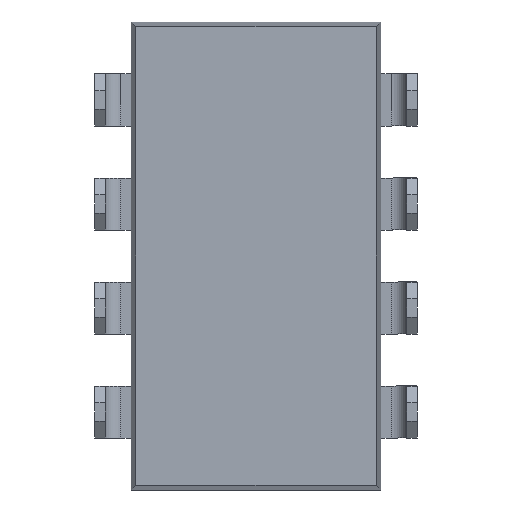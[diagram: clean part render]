
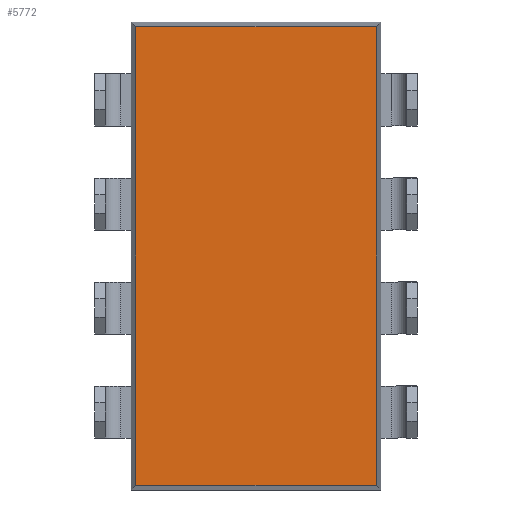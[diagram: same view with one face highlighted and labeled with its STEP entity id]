
A CAD part, front view. The second image highlights one B-rep face of the part: STEP entity #5772.
In plain terms, the highlighted planar face has unit normal (0, -1, 0).
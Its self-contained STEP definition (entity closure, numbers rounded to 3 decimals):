
#1206 = PLANE('',#1207);
#1207 = AXIS2_PLACEMENT_3D('',#1208,#1209,#1210);
#1208 = CARTESIAN_POINT('',(0.762,1.651,-1.905));
#1209 = DIRECTION('',(0.,-0.087,
    -0.996));
#1210 = DIRECTION('',(0.,0.996,
    -0.087));
#1566 = PLANE('',#1567);
#1567 = AXIS2_PLACEMENT_3D('',#1568,#1569,#1570);
#1568 = CARTESIAN_POINT('',(0.762,1.651,-1.905));
#1569 = DIRECTION('',(-0.996,-0.087,
    0.));
#1570 = DIRECTION('',(0.087,-0.996,0.));
#1950 = PLANE('',#1951);
#1951 = AXIS2_PLACEMENT_3D('',#1952,#1953,#1954);
#1952 = CARTESIAN_POINT('',(0.762,1.651,9.525));
#1953 = DIRECTION('',(0.,-0.087,
    0.996));
#1954 = DIRECTION('',(0.,-0.996,-0.087));
#2085 = PLANE('',#2086);
#2086 = AXIS2_PLACEMENT_3D('',#2087,#2088,#2089);
#2087 = CARTESIAN_POINT('',(6.858,1.651,-1.905));
#2088 = DIRECTION('',(0.996,-0.087,
    0.));
#2089 = DIRECTION('',(0.087,0.996,
    0.));
#2656 = VERTEX_POINT('',#2657);
#2657 = CARTESIAN_POINT('',(6.747,0.381,-1.794));
#2678 = EDGE_CURVE('',#2679,#2656,#2681,.T.);
#2679 = VERTEX_POINT('',#2680);
#2680 = CARTESIAN_POINT('',(0.873,0.381,-1.794));
#2681 = SURFACE_CURVE('',#2682,(#2686,#2693),.PCURVE_S1.);
#2682 = LINE('',#2683,#2684);
#2683 = CARTESIAN_POINT('',(6.858,0.381,-1.794));
#2684 = VECTOR('',#2685,1.);
#2685 = DIRECTION('',(1.,0.,0.));
#2686 = PCURVE('',#1206,#2687);
#2687 = DEFINITIONAL_REPRESENTATION('',(#2688),#2692);
#2688 = LINE('',#2689,#2690);
#2689 = CARTESIAN_POINT('',(-1.275,6.096));
#2690 = VECTOR('',#2691,1.);
#2691 = DIRECTION('',(0.,1.));
#2692 = ( GEOMETRIC_REPRESENTATION_CONTEXT(2) 
PARAMETRIC_REPRESENTATION_CONTEXT() REPRESENTATION_CONTEXT('2D SPACE',''
  ) );
#2693 = PCURVE('',#2694,#2699);
#2694 = PLANE('',#2695);
#2695 = AXIS2_PLACEMENT_3D('',#2696,#2697,#2698);
#2696 = CARTESIAN_POINT('',(0.762,0.381,-1.905));
#2697 = DIRECTION('',(0.,-1.,0.));
#2698 = DIRECTION('',(0.,0.,-1.));
#2699 = DEFINITIONAL_REPRESENTATION('',(#2700),#2704);
#2700 = LINE('',#2701,#2702);
#2701 = CARTESIAN_POINT('',(-0.111,6.096));
#2702 = VECTOR('',#2703,1.);
#2703 = DIRECTION('',(0.,1.));
#2704 = ( GEOMETRIC_REPRESENTATION_CONTEXT(2) 
PARAMETRIC_REPRESENTATION_CONTEXT() REPRESENTATION_CONTEXT('2D SPACE',''
  ) );
#3958 = EDGE_CURVE('',#3959,#2679,#3961,.T.);
#3959 = VERTEX_POINT('',#3960);
#3960 = CARTESIAN_POINT('',(0.873,0.381,9.414));
#3961 = SURFACE_CURVE('',#3962,(#3966,#3973),.PCURVE_S1.);
#3962 = LINE('',#3963,#3964);
#3963 = CARTESIAN_POINT('',(0.873,0.381,-1.905));
#3964 = VECTOR('',#3965,1.);
#3965 = DIRECTION('',(0.,0.,-1.));
#3966 = PCURVE('',#1566,#3967);
#3967 = DEFINITIONAL_REPRESENTATION('',(#3968),#3972);
#3968 = LINE('',#3969,#3970);
#3969 = CARTESIAN_POINT('',(1.275,0.));
#3970 = VECTOR('',#3971,1.);
#3971 = DIRECTION('',(0.,-1.));
#3972 = ( GEOMETRIC_REPRESENTATION_CONTEXT(2) 
PARAMETRIC_REPRESENTATION_CONTEXT() REPRESENTATION_CONTEXT('2D SPACE',''
  ) );
#3973 = PCURVE('',#2694,#3974);
#3974 = DEFINITIONAL_REPRESENTATION('',(#3975),#3979);
#3975 = LINE('',#3976,#3977);
#3976 = CARTESIAN_POINT('',(0.,0.111));
#3977 = VECTOR('',#3978,1.);
#3978 = DIRECTION('',(1.,0.));
#3979 = ( GEOMETRIC_REPRESENTATION_CONTEXT(2) 
PARAMETRIC_REPRESENTATION_CONTEXT() REPRESENTATION_CONTEXT('2D SPACE',''
  ) );
#4241 = VERTEX_POINT('',#4242);
#4242 = CARTESIAN_POINT('',(6.747,0.381,9.414));
#4265 = EDGE_CURVE('',#4241,#3959,#4266,.T.);
#4266 = SURFACE_CURVE('',#4267,(#4271,#4278),.PCURVE_S1.);
#4267 = LINE('',#4268,#4269);
#4268 = CARTESIAN_POINT('',(0.762,0.381,9.414));
#4269 = VECTOR('',#4270,1.);
#4270 = DIRECTION('',(-1.,0.,0.));
#4271 = PCURVE('',#1950,#4272);
#4272 = DEFINITIONAL_REPRESENTATION('',(#4273),#4277);
#4273 = LINE('',#4274,#4275);
#4274 = CARTESIAN_POINT('',(1.275,0.));
#4275 = VECTOR('',#4276,1.);
#4276 = DIRECTION('',(0.,-1.));
#4277 = ( GEOMETRIC_REPRESENTATION_CONTEXT(2) 
PARAMETRIC_REPRESENTATION_CONTEXT() REPRESENTATION_CONTEXT('2D SPACE',''
  ) );
#4278 = PCURVE('',#2694,#4279);
#4279 = DEFINITIONAL_REPRESENTATION('',(#4280),#4284);
#4280 = LINE('',#4281,#4282);
#4281 = CARTESIAN_POINT('',(-11.319,0.));
#4282 = VECTOR('',#4283,1.);
#4283 = DIRECTION('',(0.,-1.));
#4284 = ( GEOMETRIC_REPRESENTATION_CONTEXT(2) 
PARAMETRIC_REPRESENTATION_CONTEXT() REPRESENTATION_CONTEXT('2D SPACE',''
  ) );
#4628 = EDGE_CURVE('',#2656,#4241,#4629,.T.);
#4629 = SURFACE_CURVE('',#4630,(#4634,#4641),.PCURVE_S1.);
#4630 = LINE('',#4631,#4632);
#4631 = CARTESIAN_POINT('',(6.747,0.381,9.525));
#4632 = VECTOR('',#4633,1.);
#4633 = DIRECTION('',(0.,0.,1.));
#4634 = PCURVE('',#2085,#4635);
#4635 = DEFINITIONAL_REPRESENTATION('',(#4636),#4640);
#4636 = LINE('',#4637,#4638);
#4637 = CARTESIAN_POINT('',(-1.275,11.43));
#4638 = VECTOR('',#4639,1.);
#4639 = DIRECTION('',(0.,1.));
#4640 = ( GEOMETRIC_REPRESENTATION_CONTEXT(2) 
PARAMETRIC_REPRESENTATION_CONTEXT() REPRESENTATION_CONTEXT('2D SPACE',''
  ) );
#4641 = PCURVE('',#2694,#4642);
#4642 = DEFINITIONAL_REPRESENTATION('',(#4643),#4647);
#4643 = LINE('',#4644,#4645);
#4644 = CARTESIAN_POINT('',(-11.43,5.985));
#4645 = VECTOR('',#4646,1.);
#4646 = DIRECTION('',(-1.,0.));
#4647 = ( GEOMETRIC_REPRESENTATION_CONTEXT(2) 
PARAMETRIC_REPRESENTATION_CONTEXT() REPRESENTATION_CONTEXT('2D SPACE',''
  ) );
#5772 = ADVANCED_FACE('',(#5773),#2694,.T.);
#5773 = FACE_BOUND('',#5774,.T.);
#5774 = EDGE_LOOP('',(#5775,#5776,#5777,#5778));
#5775 = ORIENTED_EDGE('',*,*,#4265,.T.);
#5776 = ORIENTED_EDGE('',*,*,#3958,.T.);
#5777 = ORIENTED_EDGE('',*,*,#2678,.T.);
#5778 = ORIENTED_EDGE('',*,*,#4628,.T.);
